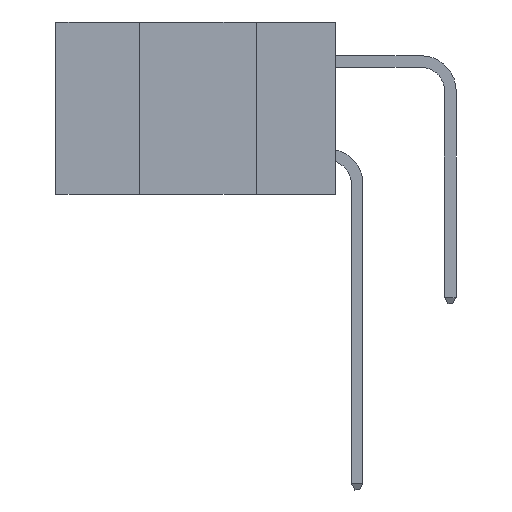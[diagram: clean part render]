
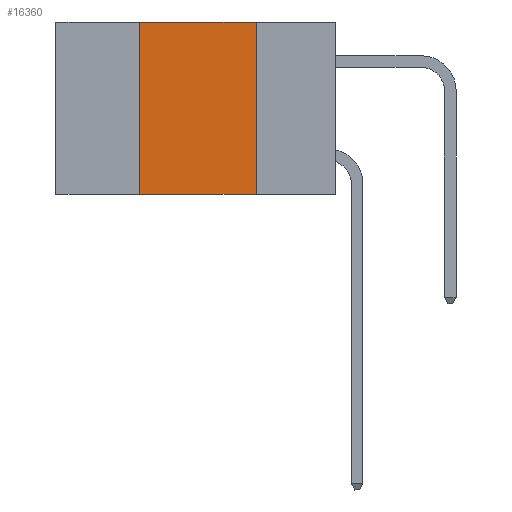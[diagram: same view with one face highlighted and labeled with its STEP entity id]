
A CAD part, left-side view. The second image highlights one B-rep face of the part: STEP entity #16360.
In plain terms, the highlighted planar face has unit normal (-1, 0, 0).
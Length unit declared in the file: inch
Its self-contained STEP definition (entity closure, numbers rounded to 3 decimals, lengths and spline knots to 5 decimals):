
#15 = DIRECTION ( 'NONE',  ( 0., -1., 0. ) ) ;
#242 = VERTEX_POINT ( 'NONE', #1226 ) ;
#251 = ORIENTED_EDGE ( 'NONE', *, *, #6444, .F. ) ;
#471 = VERTEX_POINT ( 'NONE', #12515 ) ;
#583 = LINE ( 'NONE', #3391, #5329 ) ;
#675 = DIRECTION ( 'NONE',  ( 1., 0., 0. ) ) ;
#910 = PLANE ( 'NONE',  #7364 ) ;
#1226 = CARTESIAN_POINT ( 'NONE',  ( 0., 0.42, 0. ) ) ;
#1325 = CARTESIAN_POINT ( 'NONE',  ( 0., 0.6, -0.37 ) ) ;
#1813 = EDGE_CURVE ( 'NONE', #2936, #242, #583, .T. ) ;
#2936 = VERTEX_POINT ( 'NONE', #13183 ) ;
#3391 = CARTESIAN_POINT ( 'NONE',  ( 0., 0.42, 0. ) ) ;
#4518 = CARTESIAN_POINT ( 'NONE',  ( 0., 0.17, 0. ) ) ;
#5048 = EDGE_CURVE ( 'NONE', #2936, #471, #10580, .T. ) ;
#5329 = VECTOR ( 'NONE', #13966, 39.37008 ) ;
#5342 = DIRECTION ( 'NONE',  ( 0., -1., 0. ) ) ;
#5424 = ORIENTED_EDGE ( 'NONE', *, *, #8192, .F. ) ;
#5532 = VERTEX_POINT ( 'NONE', #7834 ) ;
#6444 = EDGE_CURVE ( 'NONE', #5532, #471, #15695, .T. ) ;
#7177 = VECTOR ( 'NONE', #15, 39.37008 ) ;
#7364 = AXIS2_PLACEMENT_3D ( 'NONE', #15194, #675, #14058 ) ;
#7476 = ORIENTED_EDGE ( 'NONE', *, *, #5048, .T. ) ;
#7834 = CARTESIAN_POINT ( 'NONE',  ( 0., 0.17, 0. ) ) ;
#8192 = EDGE_CURVE ( 'NONE', #242, #5532, #12337, .T. ) ;
#9753 = VECTOR ( 'NONE', #5342, 39.37008 ) ;
#10580 = LINE ( 'NONE', #1325, #9753 ) ;
#11786 = CARTESIAN_POINT ( 'NONE',  ( 0., 0.6, 0. ) ) ;
#12337 = LINE ( 'NONE', #11786, #7177 ) ;
#12515 = CARTESIAN_POINT ( 'NONE',  ( 0., 0.17, -0.37 ) ) ;
#13183 = CARTESIAN_POINT ( 'NONE',  ( 0., 0.42, -0.37 ) ) ;
#13840 = VECTOR ( 'NONE', #15034, 39.37008 ) ;
#13966 = DIRECTION ( 'NONE',  ( 0., 0., 1. ) ) ;
#14058 = DIRECTION ( 'NONE',  ( 0., 0., -1. ) ) ;
#14103 = FACE_OUTER_BOUND ( 'NONE', #15505, .T. ) ;
#14418 = ORIENTED_EDGE ( 'NONE', *, *, #1813, .F. ) ;
#15034 = DIRECTION ( 'NONE',  ( 0., 0., -1. ) ) ;
#15194 = CARTESIAN_POINT ( 'NONE',  ( 0., 0.6, 0. ) ) ;
#15505 = EDGE_LOOP ( 'NONE', ( #251, #5424, #14418, #7476 ) ) ;
#15695 = LINE ( 'NONE', #4518, #13840 ) ;
#16360 = ADVANCED_FACE ( 'NONE', ( #14103 ), #910, .F. ) ;
